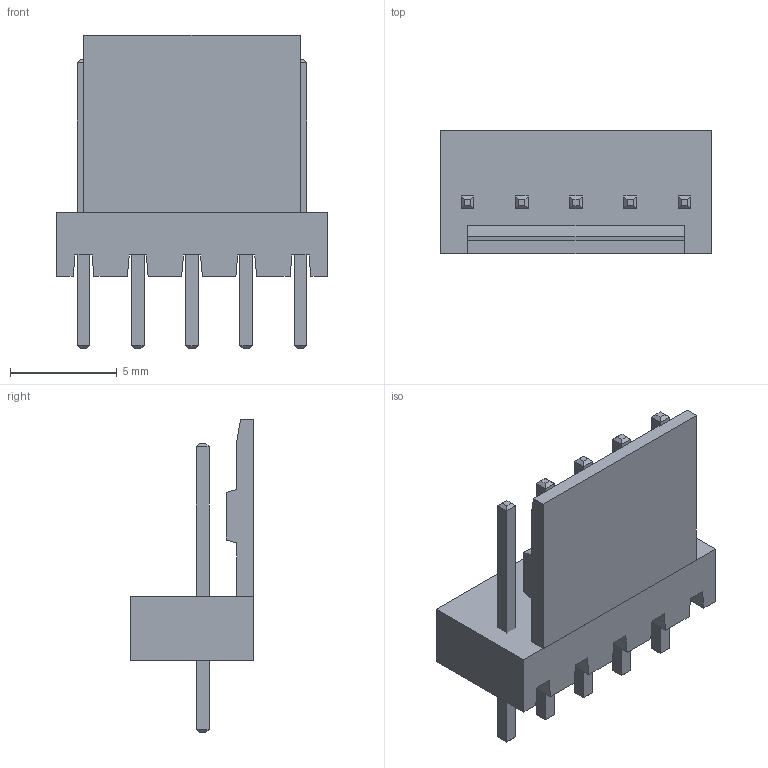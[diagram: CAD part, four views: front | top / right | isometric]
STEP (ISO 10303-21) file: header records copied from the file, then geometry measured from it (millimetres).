
FILE_DESCRIPTION(('TFLEX Exchange Step'),'2;1');
FILE_NAME(' Connfly WF-5.stp', '2020-05-21T12:21:19+05:00',('Admin'),('Unknown organisation'),'TFLEX Exchange 2019.2','T-FLEX CAD','Unknown authorisation');
FILE_SCHEMA( ('AUTOMOTIVE_DESIGN { 1 0 10303 214 1 1 1 1 }') );
Length unit declared in the file: millimetre
Products named in the file (3): 0; Тело_4:5; Вилка Connfly WF-2
Assembly tree (6 placements, depth 2):
  Вилка Connfly WF-2
    0
    Тело_4:5  x5
Bounding box: 12.7 x 5.8 x 14.7 mm (x, y, z)
Volume: 298 mm3; surface area: 672.9 mm2
Topology: 7 solids, 7 shells, 107 faces, 239 edges, 146 vertices
Faces by surface type: plane 107
Entity records: 1586 total; most frequent: CARTESIAN_POINT 269, ORIENTED_EDGE 254, DIRECTION 247, VECTOR 127, LINE 127, EDGE_CURVE 127, VERTEX_POINT 82, AXIS2_PLACEMENT_3D 60
